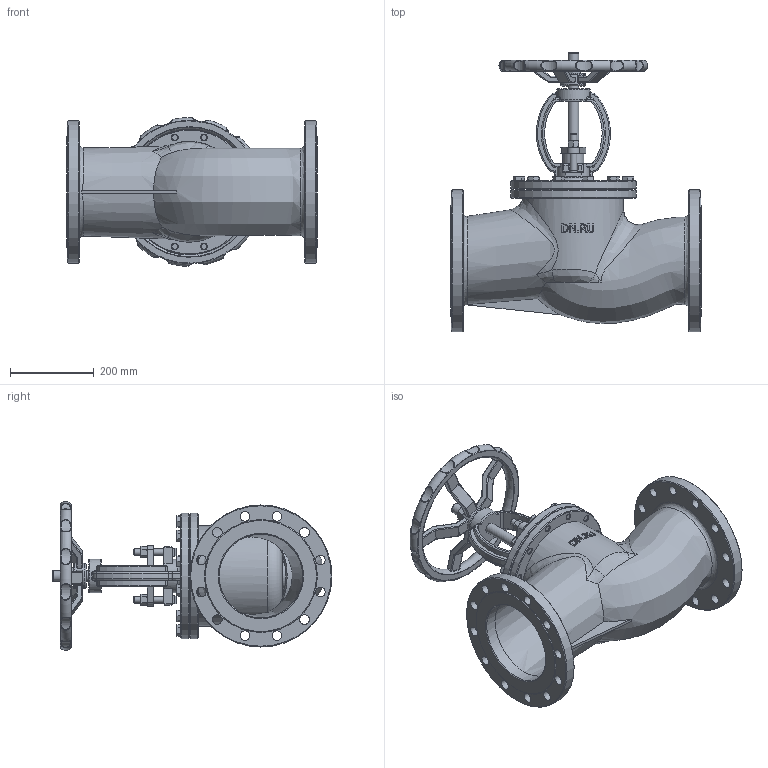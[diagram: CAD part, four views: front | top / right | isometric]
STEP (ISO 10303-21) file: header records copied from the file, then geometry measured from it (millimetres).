
FILE_DESCRIPTION(/* description */ (''),/* implementation_level */ '2;1');
FILE_NAME(/* name */ 'DN200_3D_STEP.stp',/* time_stamp */ '2024-02-11T21:59:34+03:00',/* author */ ('igorr'),/* organization */ (''),/* preprocessor_version */ 'ST-DEVELOPER v19.2',/* originating_system */ 'Autodesk Inventor 2023',/* authorisation */ '');
FILE_SCHEMA (('AUTOMOTIVE_DESIGN { 1 0 10303 214 3 1 1 }'));
Length unit declared in the file: millimetre
Products named in the file (6): Сборка; Деталь1; Деталь2; AS 1110 - M16 x 40; ANSI B18.2.4.2M - M16x2; ANSI B18.2.4.2M - M24x3
Assembly tree (17 placements, depth 2):
  Сборка
    Деталь1
    Деталь2
    AS 1110 - M16 x 40  x12
    ANSI B18.2.4.2M - M16x2  x2
    ANSI B18.2.4.2M - M24x3
Bounding box: 600 x 669.75 x 356.16 mm (x, y, z)
Volume: 19616538.4 mm3; surface area: 1692019.9 mm2
Topology: 17 solids, 17 shells, 1125 faces, 2621 edges, 1558 vertices
Faces by surface type: plane 378, cylinder 280, torus 141, cone 135, bspline 119, sphere 72
Full cylindrical faces by diameter (mm): 13.835 x2, 16 x40, 20.752 x1, 23 x24, 24 x12, 25 x3, 30 x1, 32.5 x1, 50 x1, 60 x1, 63.693 x1, 80 x1, 200 x3, 300 x2, 340 x2
Entity records: 33347 total; most frequent: CARTESIAN_POINT 12963, DIRECTION 4097, ORIENTED_EDGE 4024, EDGE_CURVE 2012, AXIS2_PLACEMENT_3D 1726, VERTEX_POINT 1199, EDGE_LOOP 981, CIRCLE 959
